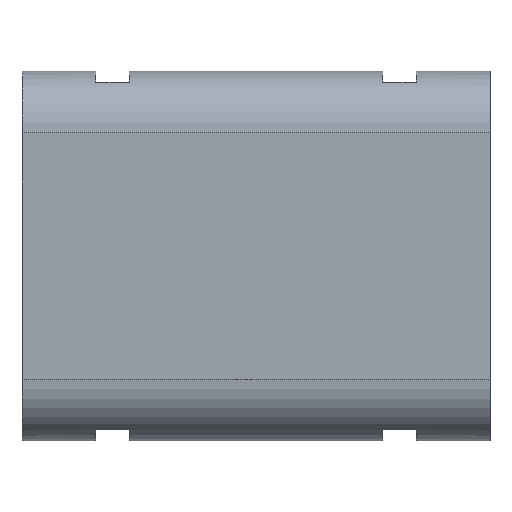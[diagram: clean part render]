
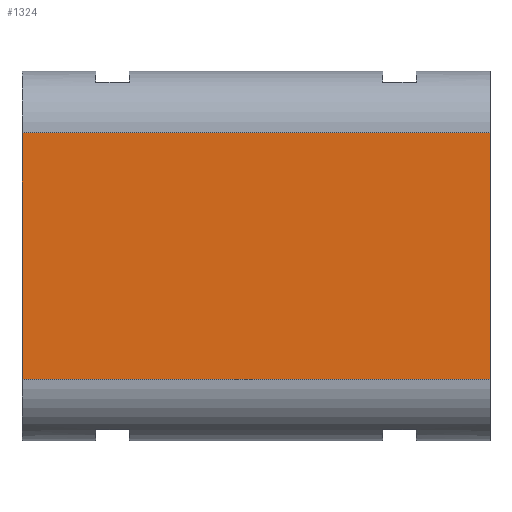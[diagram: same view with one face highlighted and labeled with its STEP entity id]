
A CAD part, front view. The second image highlights one B-rep face of the part: STEP entity #1324.
In plain terms, the highlighted planar face has unit normal (0, -1, 0).
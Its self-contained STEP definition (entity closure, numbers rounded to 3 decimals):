
#41 = LINE ( 'NONE', #1200, #821 ) ;
#92 = AXIS2_PLACEMENT_3D ( 'NONE', #114, #610, #822 ) ;
#114 = CARTESIAN_POINT ( 'NONE',  ( 38., -5., 20. ) ) ;
#187 = VERTEX_POINT ( 'NONE', #196 ) ;
#196 = CARTESIAN_POINT ( 'NONE',  ( 38., -5., 0. ) ) ;
#279 = CARTESIAN_POINT ( 'NONE',  ( 0., -5., 20. ) ) ;
#345 = ORIENTED_EDGE ( 'NONE', *, *, #1274, .F. ) ;
#367 = VECTOR ( 'NONE', #547, 1000. ) ;
#469 = VECTOR ( 'NONE', #1355, 1000. ) ;
#481 = VERTEX_POINT ( 'NONE', #279 ) ;
#490 = FACE_OUTER_BOUND ( 'NONE', #746, .T. ) ;
#547 = DIRECTION ( 'NONE',  ( 0., 0., -1. ) ) ;
#557 = CARTESIAN_POINT ( 'NONE',  ( 38., -5., 20. ) ) ;
#610 = DIRECTION ( 'NONE',  ( 0., 1., 0. ) ) ;
#671 = CARTESIAN_POINT ( 'NONE',  ( 38., -5., 0. ) ) ;
#672 = EDGE_CURVE ( 'NONE', #481, #979, #41, .T. ) ;
#741 = ORIENTED_EDGE ( 'NONE', *, *, #1226, .T. ) ;
#746 = EDGE_LOOP ( 'NONE', ( #1172, #1180, #345, #741 ) ) ;
#821 = VECTOR ( 'NONE', #1062, 1000. ) ;
#822 = DIRECTION ( 'NONE',  ( 0., 0., 1. ) ) ;
#979 = VERTEX_POINT ( 'NONE', #1182 ) ;
#1012 = LINE ( 'NONE', #671, #1473 ) ;
#1062 = DIRECTION ( 'NONE',  ( 0., 0., -1. ) ) ;
#1118 = CARTESIAN_POINT ( 'NONE',  ( 38., -5., 20. ) ) ;
#1128 = LINE ( 'NONE', #1248, #469 ) ;
#1156 = VERTEX_POINT ( 'NONE', #557 ) ;
#1167 = EDGE_CURVE ( 'NONE', #187, #979, #1012, .T. ) ;
#1172 = ORIENTED_EDGE ( 'NONE', *, *, #672, .T. ) ;
#1180 = ORIENTED_EDGE ( 'NONE', *, *, #1167, .F. ) ;
#1182 = CARTESIAN_POINT ( 'NONE',  ( 0., -5., 0. ) ) ;
#1200 = CARTESIAN_POINT ( 'NONE',  ( 0., -5., 20. ) ) ;
#1226 = EDGE_CURVE ( 'NONE', #1156, #481, #1128, .T. ) ;
#1239 = DIRECTION ( 'NONE',  ( -1., 0., 0. ) ) ;
#1248 = CARTESIAN_POINT ( 'NONE',  ( 38., -5., 20. ) ) ;
#1264 = LINE ( 'NONE', #1118, #367 ) ;
#1274 = EDGE_CURVE ( 'NONE', #1156, #187, #1264, .T. ) ;
#1279 = PLANE ( 'NONE',  #92 ) ;
#1324 = ADVANCED_FACE ( 'NONE', ( #490 ), #1279, .F. ) ;
#1355 = DIRECTION ( 'NONE',  ( -1., 0., 0. ) ) ;
#1473 = VECTOR ( 'NONE', #1239, 1000. ) ;
